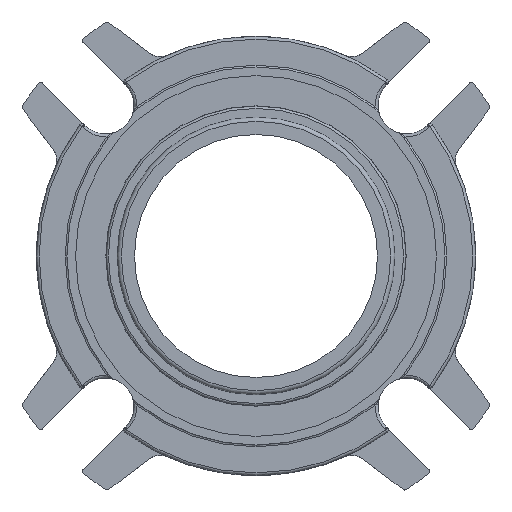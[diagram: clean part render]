
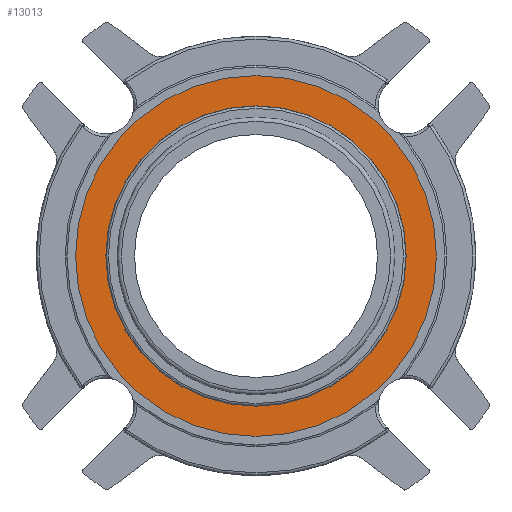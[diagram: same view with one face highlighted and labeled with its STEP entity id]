
A CAD part, left-side view. The second image highlights one B-rep face of the part: STEP entity #13013.
In plain terms, the highlighted planar face has unit normal (-1, 0, 0).
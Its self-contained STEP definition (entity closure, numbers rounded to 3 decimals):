
#1589=PLANE('',#14129);
#4337=ORIENTED_EDGE('',*,*,#5706,.F.);
#4338=ORIENTED_EDGE('',*,*,#5696,.F.);
#5696=EDGE_CURVE('',#6554,#6554,#7131,.T.);
#5706=EDGE_CURVE('',#6564,#6564,#7141,.T.);
#6554=VERTEX_POINT('',#21456);
#6564=VERTEX_POINT('',#21486);
#7131=CIRCLE('',#14110,66.);
#7141=CIRCLE('',#14130,54.928);
#7764=EDGE_LOOP('',(#4337));
#7765=EDGE_LOOP('',(#4338));
#8397=FACE_BOUND('',#7764,.T.);
#8398=FACE_BOUND('',#7765,.T.);
#13013=ADVANCED_FACE('',(#8397,#8398),#1589,.T.);
#14110=AXIS2_PLACEMENT_3D('',#21455,#16810,#16811);
#14129=AXIS2_PLACEMENT_3D('',#21484,#16848,#16849);
#14130=AXIS2_PLACEMENT_3D('',#21485,#16850,#16851);
#16810=DIRECTION('',(1.,0.,0.));
#16811=DIRECTION('',(0.,0.,-1.));
#16848=DIRECTION('',(-1.,0.,0.));
#16849=DIRECTION('',(0.,0.,1.));
#16850=DIRECTION('',(-1.,0.,0.));
#16851=DIRECTION('',(0.,-1.,0.));
#21455=CARTESIAN_POINT('',(-0.372,0.,0.));
#21456=CARTESIAN_POINT('',(-0.372,0.,-66.));
#21484=CARTESIAN_POINT('',(-0.372,0.,66.));
#21485=CARTESIAN_POINT('',(-0.372,0.,0.));
#21486=CARTESIAN_POINT('',(-0.372,-54.928,0.));
